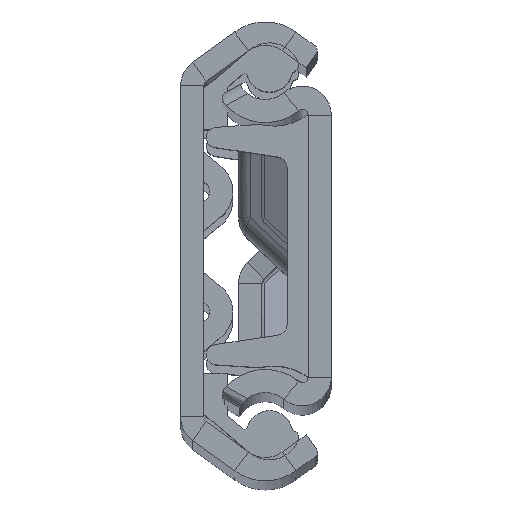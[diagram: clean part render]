
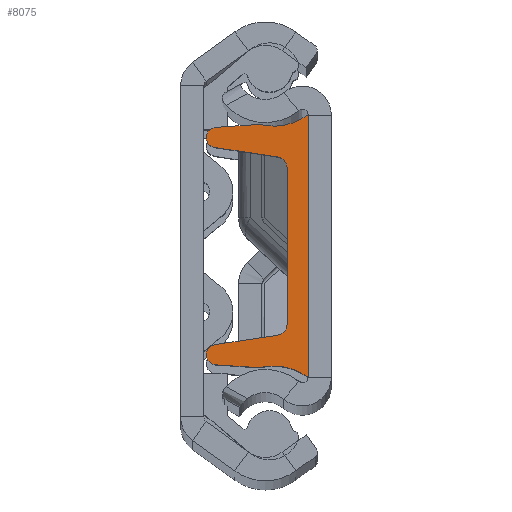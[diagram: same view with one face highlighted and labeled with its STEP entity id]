
A CAD part, top view. The second image highlights one B-rep face of the part: STEP entity #8075.
In plain terms, the highlighted face is planar.
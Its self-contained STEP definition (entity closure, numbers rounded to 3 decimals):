
#187 = AXIS2_PLACEMENT_3D ( 'NONE', #5123, #7629, #5378 ) ;
#228 = DIRECTION ( 'NONE',  ( 1., 0., 0. ) ) ;
#256 = DIRECTION ( 'NONE',  ( 0., 0., -1. ) ) ;
#326 = DIRECTION ( 'NONE',  ( 0., 0., -1. ) ) ;
#356 = EDGE_CURVE ( 'NONE', #2686, #1833, #2840, .T. ) ;
#668 = DIRECTION ( 'NONE',  ( 1., 0., 0. ) ) ;
#693 = DIRECTION ( 'NONE',  ( 0., -0.149, -0.989 ) ) ;
#824 = ORIENTED_EDGE ( 'NONE', *, *, #2497, .F. ) ;
#872 = CARTESIAN_POINT ( 'NONE',  ( 6., -15.35, 3. ) ) ;
#977 = CARTESIAN_POINT ( 'NONE',  ( 6., -9.375, 7.925 ) ) ;
#990 = VERTEX_POINT ( 'NONE', #4878 ) ;
#1050 = DIRECTION ( 'NONE',  ( 0., -1., 0. ) ) ;
#1166 = CARTESIAN_POINT ( 'NONE',  ( 6., 6.708, 1.8 ) ) ;
#1388 = ORIENTED_EDGE ( 'NONE', *, *, #8351, .F. ) ;
#1435 = ORIENTED_EDGE ( 'NONE', *, *, #2306, .F. ) ;
#1537 = ORIENTED_EDGE ( 'NONE', *, *, #1689, .T. ) ;
#1672 = ORIENTED_EDGE ( 'NONE', *, *, #8710, .T. ) ;
#1689 = EDGE_CURVE ( 'NONE', #1805, #9031, #5084, .T. ) ;
#1693 = LINE ( 'NONE', #6362, #7728 ) ;
#1764 = DIRECTION ( 'NONE',  ( 1., 0., 0. ) ) ;
#1805 = VERTEX_POINT ( 'NONE', #2087 ) ;
#1833 = VERTEX_POINT ( 'NONE', #3737 ) ;
#1838 = CIRCLE ( 'NONE', #8524, 5. ) ;
#1864 = EDGE_CURVE ( 'NONE', #8435, #7602, #6208, .T. ) ;
#1882 = DIRECTION ( 'NONE',  ( 0., -1., 0. ) ) ;
#1911 = AXIS2_PLACEMENT_3D ( 'NONE', #4102, #3300, #5583 ) ;
#1925 = AXIS2_PLACEMENT_3D ( 'NONE', #6981, #4651, #8483 ) ;
#2087 = CARTESIAN_POINT ( 'NONE',  ( 6., 9.375, 8.8 ) ) ;
#2241 = CIRCLE ( 'NONE', #1925, 1. ) ;
#2306 = EDGE_CURVE ( 'NONE', #5909, #8625, #4868, .T. ) ;
#2338 = CIRCLE ( 'NONE', #7914, 0.875 ) ;
#2451 = DIRECTION ( 'NONE',  ( 0., 0., -1. ) ) ;
#2486 = CARTESIAN_POINT ( 'NONE',  ( 6., -11.35, 0. ) ) ;
#2497 = EDGE_CURVE ( 'NONE', #8625, #5717, #2241, .T. ) ;
#2615 = AXIS2_PLACEMENT_3D ( 'NONE', #7490, #668, #9669 ) ;
#2686 = VERTEX_POINT ( 'NONE', #5680 ) ;
#2775 = VECTOR ( 'NONE', #1882, 1000. ) ;
#2835 = CARTESIAN_POINT ( 'NONE',  ( 6., -8.51, 8.055 ) ) ;
#2840 = LINE ( 'NONE', #7435, #3800 ) ;
#2842 = ORIENTED_EDGE ( 'NONE', *, *, #356, .T. ) ;
#2901 = CARTESIAN_POINT ( 'NONE',  ( 6., -10.5, 4.216 ) ) ;
#3005 = FACE_OUTER_BOUND ( 'NONE', #4136, .T. ) ;
#3105 = ORIENTED_EDGE ( 'NONE', *, *, #9538, .T. ) ;
#3159 = DIRECTION ( 'NONE',  ( 0., 0., -1. ) ) ;
#3264 = CIRCLE ( 'NONE', #9609, 5. ) ;
#3279 = CARTESIAN_POINT ( 'NONE',  ( 6., -7.136, -1.074 ) ) ;
#3286 = CARTESIAN_POINT ( 'NONE',  ( 6., 15.35, 3. ) ) ;
#3300 = DIRECTION ( 'NONE',  ( 1., 0., 0. ) ) ;
#3451 = DIRECTION ( 'NONE',  ( 1., 0., 0. ) ) ;
#3496 = VECTOR ( 'NONE', #3501, 1000. ) ;
#3501 = DIRECTION ( 'NONE',  ( 0., 0.067, 0.998 ) ) ;
#3508 = EDGE_CURVE ( 'NONE', #4633, #990, #4359, .T. ) ;
#3642 = PLANE ( 'NONE',  #2615 ) ;
#3644 = CARTESIAN_POINT ( 'NONE',  ( 6., -10.734, 0.718 ) ) ;
#3710 = EDGE_CURVE ( 'NONE', #6438, #990, #9403, .T. ) ;
#3737 = CARTESIAN_POINT ( 'NONE',  ( 6., 10.248, 7.983 ) ) ;
#3800 = VECTOR ( 'NONE', #8927, 1000. ) ;
#3836 = CARTESIAN_POINT ( 'NONE',  ( 6., -9.375, 8.8 ) ) ;
#3957 = ORIENTED_EDGE ( 'NONE', *, *, #8569, .T. ) ;
#4037 = DIRECTION ( 'NONE',  ( 1., 0., 0. ) ) ;
#4102 = CARTESIAN_POINT ( 'NONE',  ( 6., 9.375, 7.925 ) ) ;
#4106 = VERTEX_POINT ( 'NONE', #2486 ) ;
#4136 = EDGE_LOOP ( 'NONE', ( #1435, #3105, #4459, #7521, #1388, #6617, #5219, #2842, #6066, #1537, #3957, #6285, #1672, #824 ) ) ;
#4334 = AXIS2_PLACEMENT_3D ( 'NONE', #6390, #3451, #326 ) ;
#4359 = LINE ( 'NONE', #3644, #3496 ) ;
#4421 = VERTEX_POINT ( 'NONE', #8959 ) ;
#4459 = ORIENTED_EDGE ( 'NONE', *, *, #3710, .T. ) ;
#4633 = VERTEX_POINT ( 'NONE', #2901 ) ;
#4635 = LINE ( 'NONE', #9748, #9301 ) ;
#4651 = DIRECTION ( 'NONE',  ( 1., 0., 0. ) ) ;
#4868 = LINE ( 'NONE', #3279, #8122 ) ;
#4878 = CARTESIAN_POINT ( 'NONE',  ( 6., -10.248, 7.983 ) ) ;
#4940 = CARTESIAN_POINT ( 'NONE',  ( 6., -9.375, 7.925 ) ) ;
#4963 = EDGE_CURVE ( 'NONE', #1833, #1805, #8630, .T. ) ;
#5084 = CIRCLE ( 'NONE', #1911, 0.875 ) ;
#5123 = CARTESIAN_POINT ( 'NONE',  ( 6., 6.708, 2.8 ) ) ;
#5219 = ORIENTED_EDGE ( 'NONE', *, *, #8781, .F. ) ;
#5324 = CARTESIAN_POINT ( 'NONE',  ( 6., -7.697, 2.651 ) ) ;
#5378 = DIRECTION ( 'NONE',  ( 0., 0., -1. ) ) ;
#5583 = DIRECTION ( 'NONE',  ( 0., 0., -1. ) ) ;
#5680 = CARTESIAN_POINT ( 'NONE',  ( 6., 10.5, 4.216 ) ) ;
#5717 = VERTEX_POINT ( 'NONE', #6122 ) ;
#5806 = CARTESIAN_POINT ( 'NONE',  ( 6., 0., 0. ) ) ;
#5909 = VERTEX_POINT ( 'NONE', #2835 ) ;
#6066 = ORIENTED_EDGE ( 'NONE', *, *, #4963, .T. ) ;
#6122 = CARTESIAN_POINT ( 'NONE',  ( 6., -6.708, 1.8 ) ) ;
#6208 = CIRCLE ( 'NONE', #187, 1. ) ;
#6285 = ORIENTED_EDGE ( 'NONE', *, *, #1864, .F. ) ;
#6362 = CARTESIAN_POINT ( 'NONE',  ( 6., 0., 1.8 ) ) ;
#6390 = CARTESIAN_POINT ( 'NONE',  ( 6., 9.375, 7.925 ) ) ;
#6438 = VERTEX_POINT ( 'NONE', #3836 ) ;
#6617 = ORIENTED_EDGE ( 'NONE', *, *, #8794, .F. ) ;
#6981 = CARTESIAN_POINT ( 'NONE',  ( 6., -6.708, 2.8 ) ) ;
#7435 = CARTESIAN_POINT ( 'NONE',  ( 6., 10.734, 0.718 ) ) ;
#7490 = CARTESIAN_POINT ( 'NONE',  ( 6., 0., 0. ) ) ;
#7521 = ORIENTED_EDGE ( 'NONE', *, *, #3508, .F. ) ;
#7602 = VERTEX_POINT ( 'NONE', #9451 ) ;
#7629 = DIRECTION ( 'NONE',  ( 1., 0., 0. ) ) ;
#7715 = DIRECTION ( 'NONE',  ( 0., 0.149, -0.989 ) ) ;
#7728 = VECTOR ( 'NONE', #1050, 1000. ) ;
#7745 = DIRECTION ( 'NONE',  ( 1., 0., 0. ) ) ;
#7914 = AXIS2_PLACEMENT_3D ( 'NONE', #977, #1764, #3159 ) ;
#8075 = ADVANCED_FACE ( 'NONE', ( #3005 ), #3642, .T. ) ;
#8122 = VECTOR ( 'NONE', #7715, 1000. ) ;
#8351 = EDGE_CURVE ( 'NONE', #4106, #4633, #3264, .T. ) ;
#8435 = VERTEX_POINT ( 'NONE', #1166 ) ;
#8457 = CARTESIAN_POINT ( 'NONE',  ( 6., 8.51, 8.055 ) ) ;
#8483 = DIRECTION ( 'NONE',  ( 0., 0., -1. ) ) ;
#8524 = AXIS2_PLACEMENT_3D ( 'NONE', #3286, #4037, #256 ) ;
#8569 = EDGE_CURVE ( 'NONE', #9031, #7602, #4635, .T. ) ;
#8609 = AXIS2_PLACEMENT_3D ( 'NONE', #4940, #228, #2451 ) ;
#8625 = VERTEX_POINT ( 'NONE', #5324 ) ;
#8630 = CIRCLE ( 'NONE', #4334, 0.875 ) ;
#8708 = LINE ( 'NONE', #5806, #2775 ) ;
#8710 = EDGE_CURVE ( 'NONE', #8435, #5717, #1693, .T. ) ;
#8781 = EDGE_CURVE ( 'NONE', #2686, #4421, #1838, .T. ) ;
#8794 = EDGE_CURVE ( 'NONE', #4421, #4106, #8708, .T. ) ;
#8927 = DIRECTION ( 'NONE',  ( 0., -0.067, 0.998 ) ) ;
#8959 = CARTESIAN_POINT ( 'NONE',  ( 6., 11.35, 0. ) ) ;
#9031 = VERTEX_POINT ( 'NONE', #8457 ) ;
#9276 = DIRECTION ( 'NONE',  ( 0., 0., -1. ) ) ;
#9301 = VECTOR ( 'NONE', #693, 1000. ) ;
#9403 = CIRCLE ( 'NONE', #8609, 0.875 ) ;
#9451 = CARTESIAN_POINT ( 'NONE',  ( 6., 7.697, 2.651 ) ) ;
#9538 = EDGE_CURVE ( 'NONE', #5909, #6438, #2338, .T. ) ;
#9609 = AXIS2_PLACEMENT_3D ( 'NONE', #872, #7745, #9276 ) ;
#9669 = DIRECTION ( 'NONE',  ( 0., 0., -1. ) ) ;
#9748 = CARTESIAN_POINT ( 'NONE',  ( 6., 7.136, -1.074 ) ) ;
